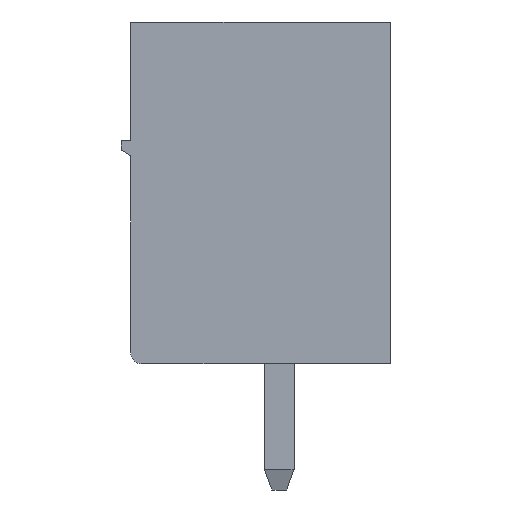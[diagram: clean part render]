
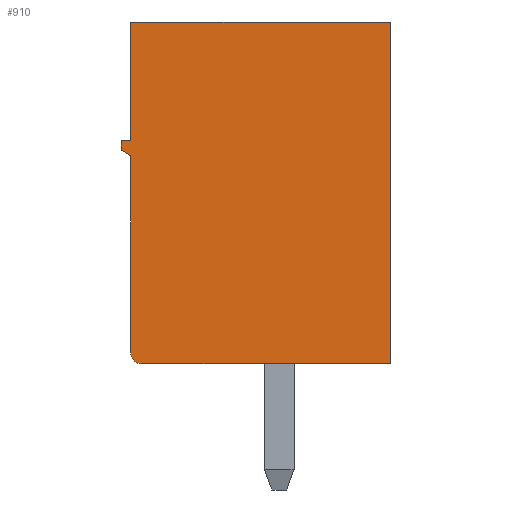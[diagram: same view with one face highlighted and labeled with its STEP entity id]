
A CAD part, left-side view. The second image highlights one B-rep face of the part: STEP entity #910.
In plain terms, the highlighted planar face has unit normal (-1, 0, 0).
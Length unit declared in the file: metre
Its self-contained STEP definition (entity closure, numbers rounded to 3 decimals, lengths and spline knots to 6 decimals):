
#910=ADVANCED_FACE('',(#2099),#2100,.T.);
#2099=FACE_OUTER_BOUND('',#3563,.T.);
#2100=PLANE('',#3564);
#3563=EDGE_LOOP('',(#6372,#6373,#6374,#6375,#6376,#6377,#6378,#6379,#6380));
#3564=AXIS2_PLACEMENT_3D('',#6381,#6382,#6383);
#6372=ORIENTED_EDGE('',*,*,#8713,.F.);
#6373=ORIENTED_EDGE('',*,*,#8717,.F.);
#6374=ORIENTED_EDGE('',*,*,#8721,.F.);
#6375=ORIENTED_EDGE('',*,*,#8725,.F.);
#6376=ORIENTED_EDGE('',*,*,#8729,.T.);
#6377=ORIENTED_EDGE('',*,*,#8943,.T.);
#6378=ORIENTED_EDGE('',*,*,#8873,.T.);
#6379=ORIENTED_EDGE('',*,*,#8747,.T.);
#6380=ORIENTED_EDGE('',*,*,#8709,.F.);
#6381=CARTESIAN_POINT('',(-1.087027,0.01036,-0.008267));
#6382=DIRECTION('',(-1.0,0.,0.0));
#6383=DIRECTION('',(0.,-1.0,0.0));
#8709=EDGE_CURVE('',#10399,#10395,#10401,.T.);
#8713=EDGE_CURVE('',#10405,#10399,#10407,.T.);
#8717=EDGE_CURVE('',#10411,#10405,#10413,.T.);
#8721=EDGE_CURVE('',#10417,#10411,#10419,.T.);
#8725=EDGE_CURVE('',#10423,#10417,#10425,.T.);
#8729=EDGE_CURVE('',#10423,#10429,#10431,.T.);
#8747=EDGE_CURVE('',#10462,#10395,#10465,.T.);
#8873=EDGE_CURVE('',#10715,#10462,#10716,.T.);
#8943=EDGE_CURVE('',#10429,#10715,#10839,.T.);
#10395=VERTEX_POINT('',#12854);
#10399=VERTEX_POINT('',#12860);
#10401=LINE('',#12863,#12864);
#10405=VERTEX_POINT('',#12869);
#10407=LINE('',#12872,#12873);
#10411=VERTEX_POINT('',#12878);
#10413=LINE('',#12881,#12882);
#10417=VERTEX_POINT('',#12887);
#10419=LINE('',#12890,#12891);
#10423=VERTEX_POINT('',#12896);
#10425=LINE('',#12899,#12900);
#10429=VERTEX_POINT('',#12904);
#10431=CIRCLE('',#12907,0.0003);
#10462=VERTEX_POINT('',#12951);
#10465=LINE('',#12956,#12957);
#10715=VERTEX_POINT('',#13321);
#10716=LINE('',#13322,#13323);
#10839=LINE('',#13511,#13512);
#12854=CARTESIAN_POINT('',(-1.087027,0.01086,0.000933));
#12860=CARTESIAN_POINT('',(-1.087027,0.01086,-0.002267));
#12863=CARTESIAN_POINT('',(-1.087027,0.01086,-0.008267));
#12864=VECTOR('',#16459,1.0);
#12869=CARTESIAN_POINT('',(-1.087027,0.01111,-0.002267));
#12872=CARTESIAN_POINT('',(-1.087027,0.01036,-0.002267));
#12873=VECTOR('',#16462,1.0);
#12878=CARTESIAN_POINT('',(-1.087027,0.01111,-0.002517));
#12881=CARTESIAN_POINT('',(-1.087027,0.01111,-0.008267));
#12882=VECTOR('',#16465,1.0);
#12887=CARTESIAN_POINT('',(-1.087027,0.01086,-0.002667));
#12890=CARTESIAN_POINT('',(-1.087027,0.008021,-0.00437));
#12891=VECTOR('',#16468,1.0);
#12896=CARTESIAN_POINT('',(-1.087027,0.01086,-0.007967));
#12899=CARTESIAN_POINT('',(-1.087027,0.01086,-0.008267));
#12900=VECTOR('',#16471,1.0);
#12904=CARTESIAN_POINT('',(-1.087027,0.01056,-0.008267));
#12907=AXIS2_PLACEMENT_3D('',#16476,#16477,#16478);
#12951=CARTESIAN_POINT('',(-1.087027,0.00386,0.000933));
#12956=CARTESIAN_POINT('',(-1.087027,0.01036,0.000933));
#12957=VECTOR('',#16497,1.0);
#13321=CARTESIAN_POINT('',(-1.087027,0.00386,-0.008267));
#13322=CARTESIAN_POINT('',(-1.087027,0.00386,-0.008267));
#13323=VECTOR('',#16642,1.0);
#13511=CARTESIAN_POINT('',(-1.087027,0.01036,-0.008267));
#13512=VECTOR('',#16717,1.0);
#16459=DIRECTION('',(0.,0.,1.0));
#16462=DIRECTION('',(0.,-1.0,0.));
#16465=DIRECTION('',(0.,0.,1.0));
#16468=DIRECTION('',(0.,0.857,0.514));
#16471=DIRECTION('',(0.,0.,1.0));
#16476=CARTESIAN_POINT('',(-1.087027,0.01056,-0.007967));
#16477=DIRECTION('',(-1.0,0.,0.0));
#16478=DIRECTION('',(0.,-1.0,0.0));
#16497=DIRECTION('',(0.,1.0,-0.0));
#16642=DIRECTION('',(0.0,0.0,1.0));
#16717=DIRECTION('',(0.,-1.0,0.0));
